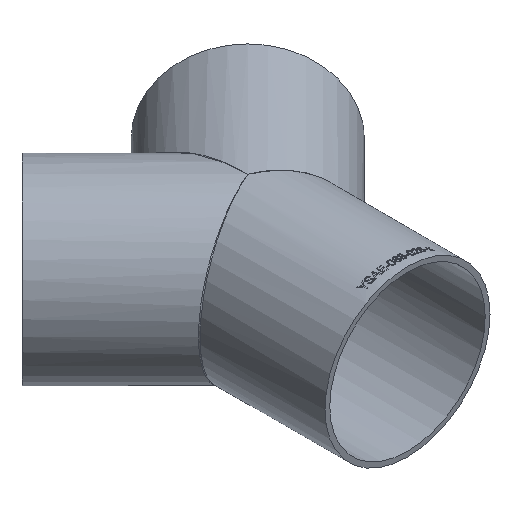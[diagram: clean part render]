
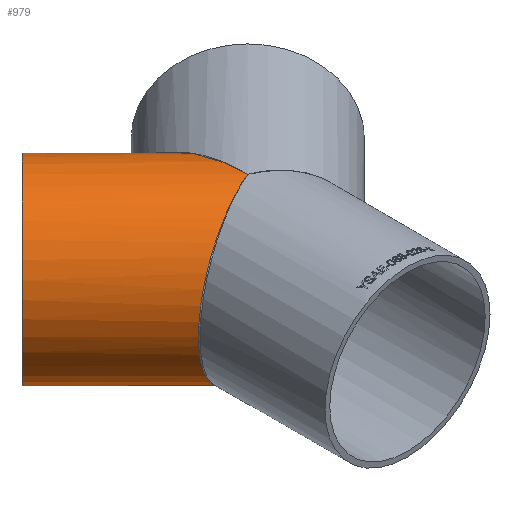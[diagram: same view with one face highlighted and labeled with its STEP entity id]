
A CAD part, isometric view. The second image highlights one B-rep face of the part: STEP entity #979.
In plain terms, the highlighted cylindrical face has radius 44.45 mm (diameter 88.9 mm), a full revolution.
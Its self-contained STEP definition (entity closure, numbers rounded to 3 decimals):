
#548 = CARTESIAN_POINT ( 'NONE',  ( 0., 0., 44.45 ) ) ;
#979 = ADVANCED_FACE ( 'NONE', ( #17315, #19377 ), #7658, .T. ) ;
#1308 = CARTESIAN_POINT ( 'NONE',  ( 0., 0., -44.45 ) ) ;
#1325 = EDGE_CURVE ( 'NONE', #5289, #20438, #16781, .T. ) ;
#2398 = ORIENTED_EDGE ( 'NONE', *, *, #7833, .T. ) ;
#3172 = CARTESIAN_POINT ( 'NONE',  ( 0., 0., -44.45 ) ) ;
#3224 = CARTESIAN_POINT ( 'NONE',  ( 0., 0., 44.45 ) ) ;
#4600 = DIRECTION ( 'NONE',  ( -0.707, 0.707, 0. ) ) ;
#5289 = VERTEX_POINT ( 'NONE', #23963 ) ;
#7658 = CYLINDRICAL_SURFACE ( 'NONE', #24005, 44.45 ) ;
#7833 = EDGE_CURVE ( 'NONE', #20438, #5289, #24667, .T. ) ;
#8234 = CARTESIAN_POINT ( 'NONE',  ( -89.415, -36.308, 44.45 ) ) ;
#11056 = CARTESIAN_POINT ( 'NONE',  ( -1.245, 126.968, 44.45 ) ) ;
#12735 = CIRCLE ( 'NONE', #21371, 44.45 ) ;
#13104 = DIRECTION ( 'NONE',  ( -0.707, -0.707, 0. ) ) ;
#13270 = ORIENTED_EDGE ( 'NONE', *, *, #1325, .T. ) ;
#13291 = VERTEX_POINT ( 'NONE', #21030 ) ;
#13368 = CARTESIAN_POINT ( 'NONE',  ( -1.245, 126.968, -44.45 ) ) ;
#15506 = CARTESIAN_POINT ( 'NONE',  ( 34.645, -34.645, 0. ) ) ;
#16781 =( BOUNDED_CURVE ( )  B_SPLINE_CURVE ( 3, ( #3224, #11056, #13368, #1308 ),
 .UNSPECIFIED., .F., .T. ) 
 B_SPLINE_CURVE_WITH_KNOTS ( ( 4, 4 ),
 ( 1.571, 4.712 ),
 .UNSPECIFIED. ) 
 CURVE ( )  GEOMETRIC_REPRESENTATION_ITEM ( )  RATIONAL_B_SPLINE_CURVE ( ( 1., 0.333, 0.333, 1. ) ) 
 REPRESENTATION_ITEM ( '' )  );
#17315 = FACE_OUTER_BOUND ( 'NONE', #23474, .T. ) ;
#18545 = CARTESIAN_POINT ( 'NONE',  ( 0., 0., -44.45 ) ) ;
#19377 = FACE_OUTER_BOUND ( 'NONE', #22531, .T. ) ;
#20227 = CARTESIAN_POINT ( 'NONE',  ( -89.415, -36.308, -44.45 ) ) ;
#20438 = VERTEX_POINT ( 'NONE', #3172 ) ;
#21030 = CARTESIAN_POINT ( 'NONE',  ( -92.242, 29.38, 0. ) ) ;
#21371 = AXIS2_PLACEMENT_3D ( 'NONE', #24689, #22769, #13104 ) ;
#21588 = ORIENTED_EDGE ( 'NONE', *, *, #24672, .F. ) ;
#22342 = DIRECTION ( 'NONE',  ( -0.707, -0.707, 0. ) ) ;
#22531 = EDGE_LOOP ( 'NONE', ( #21588 ) ) ;
#22769 = DIRECTION ( 'NONE',  ( -0.707, 0.707, 0. ) ) ;
#23474 = EDGE_LOOP ( 'NONE', ( #13270, #2398 ) ) ;
#23963 = CARTESIAN_POINT ( 'NONE',  ( 0., 0., 44.45 ) ) ;
#24005 = AXIS2_PLACEMENT_3D ( 'NONE', #15506, #4600, #22342 ) ;
#24667 =( BOUNDED_CURVE ( )  B_SPLINE_CURVE ( 3, ( #18545, #20227, #8234, #548 ),
 .UNSPECIFIED., .F., .F. ) 
 B_SPLINE_CURVE_WITH_KNOTS ( ( 4, 4 ),
 ( 4.712, 7.854 ),
 .UNSPECIFIED. ) 
 CURVE ( )  GEOMETRIC_REPRESENTATION_ITEM ( )  RATIONAL_B_SPLINE_CURVE ( ( 1., 0.333, 0.333, 1. ) ) 
 REPRESENTATION_ITEM ( '' )  );
#24672 = EDGE_CURVE ( 'NONE', #13291, #13291, #12735, .T. ) ;
#24689 = CARTESIAN_POINT ( 'NONE',  ( -60.811, 60.811, 0. ) ) ;
